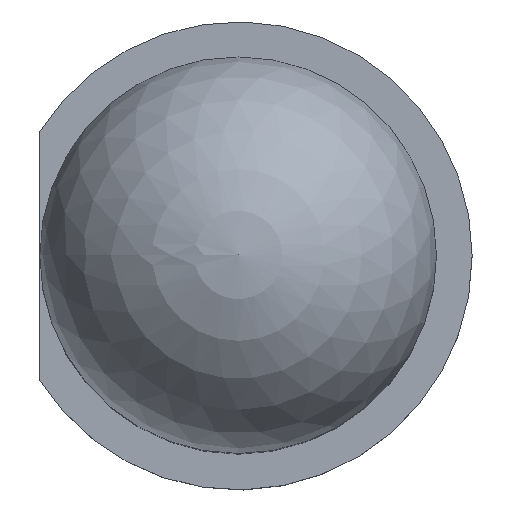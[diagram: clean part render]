
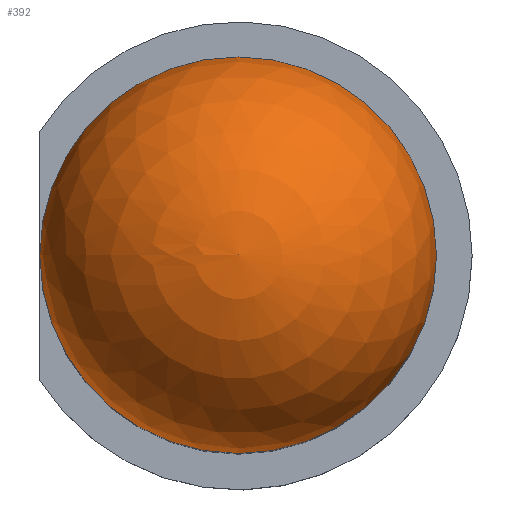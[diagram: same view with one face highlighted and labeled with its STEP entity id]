
A CAD part, top view. The second image highlights one B-rep face of the part: STEP entity #392.
In plain terms, the highlighted spherical face has radius 2.5 mm.
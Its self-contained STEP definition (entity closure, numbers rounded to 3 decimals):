
#150=FACE_OUTER_BOUND('',#176,.T.);
#176=EDGE_LOOP('',(#289,#290,#291));
#202=CIRCLE('',#447,2.5);
#203=CIRCLE('',#448,2.5);
#207=VERTEX_POINT('',#604);
#208=VERTEX_POINT('',#606);
#238=EDGE_CURVE('',#207,#207,#202,.T.);
#239=EDGE_CURVE('',#208,#207,#203,.T.);
#289=ORIENTED_EDGE('',*,*,#238,.T.);
#290=ORIENTED_EDGE('',*,*,#239,.F.);
#291=ORIENTED_EDGE('',*,*,#239,.T.);
#391=SPHERICAL_SURFACE('',#446,2.5);
#392=ADVANCED_FACE('',(#150),#391,.T.);
#446=AXIS2_PLACEMENT_3D('',#603,#485,#486);
#447=AXIS2_PLACEMENT_3D('',#605,#487,#488);
#448=AXIS2_PLACEMENT_3D('',#607,#489,#490);
#485=DIRECTION('center_axis',(0.,0.,1.));
#486=DIRECTION('ref_axis',(1.,0.,0.));
#487=DIRECTION('center_axis',(0.,0.,1.));
#488=DIRECTION('ref_axis',(1.,0.,0.));
#489=DIRECTION('center_axis',(0.,-1.,0.));
#490=DIRECTION('ref_axis',(-1.,0.,0.));
#603=CARTESIAN_POINT('Origin',(0.,0.,7.2));
#604=CARTESIAN_POINT('',(-2.5,0.,7.2));
#605=CARTESIAN_POINT('Origin',(0.,0.,7.2));
#606=CARTESIAN_POINT('',(0.,0.,9.7));
#607=CARTESIAN_POINT('Origin',(0.,0.,7.2));
